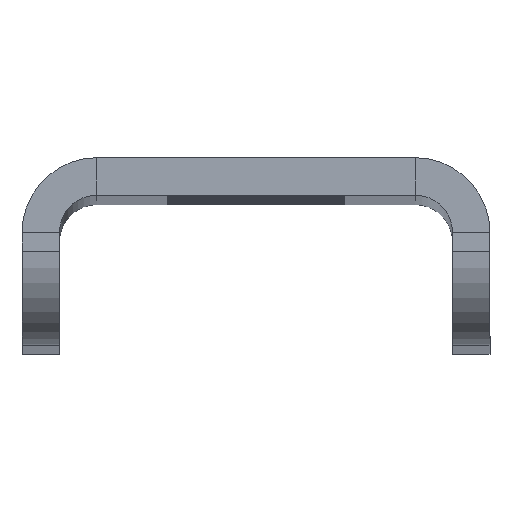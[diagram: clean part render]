
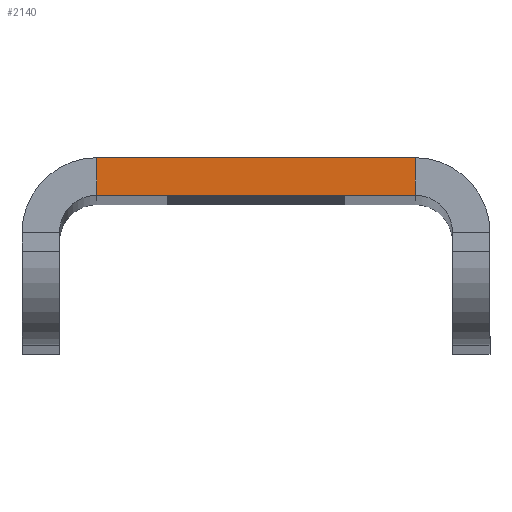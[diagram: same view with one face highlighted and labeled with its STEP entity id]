
A CAD part, top view. The second image highlights one B-rep face of the part: STEP entity #2140.
In plain terms, the highlighted planar face has unit normal (0, 0, 1).
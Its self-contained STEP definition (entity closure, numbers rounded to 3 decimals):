
#48 = ORIENTED_EDGE ( 'NONE', *, *, #3148, .T. ) ;
#269 = FACE_OUTER_BOUND ( 'NONE', #301, .T. ) ;
#291 = CARTESIAN_POINT ( 'NONE',  ( 12.5, 0., 145.5 ) ) ;
#301 = EDGE_LOOP ( 'NONE', ( #1904, #48, #607, #1171 ) ) ;
#326 = DIRECTION ( 'NONE',  ( 0., 0., 1. ) ) ;
#366 = VECTOR ( 'NONE', #639, 1000. ) ;
#377 = LINE ( 'NONE', #405, #1017 ) ;
#405 = CARTESIAN_POINT ( 'NONE',  ( -8.5, -2., 145.5 ) ) ;
#418 = CARTESIAN_POINT ( 'NONE',  ( -8.5, 0., 145.5 ) ) ;
#493 = VERTEX_POINT ( 'NONE', #857 ) ;
#518 = VECTOR ( 'NONE', #1971, 1000. ) ;
#607 = ORIENTED_EDGE ( 'NONE', *, *, #2994, .T. ) ;
#639 = DIRECTION ( 'NONE',  ( 1., 0., 0. ) ) ;
#857 = CARTESIAN_POINT ( 'NONE',  ( -8.5, -2., 145.5 ) ) ;
#883 = CARTESIAN_POINT ( 'NONE',  ( 12.5, -2., 145.5 ) ) ;
#906 = CARTESIAN_POINT ( 'NONE',  ( 8.5, 0., 145.5 ) ) ;
#1017 = VECTOR ( 'NONE', #1111, 1000. ) ;
#1111 = DIRECTION ( 'NONE',  ( 0., 1., 0. ) ) ;
#1171 = ORIENTED_EDGE ( 'NONE', *, *, #2630, .F. ) ;
#1248 = CARTESIAN_POINT ( 'NONE',  ( 12.5, -2., 145.5 ) ) ;
#1330 = EDGE_CURVE ( 'NONE', #493, #2435, #377, .T. ) ;
#1439 = CARTESIAN_POINT ( 'NONE',  ( 8.5, -2., 145.5 ) ) ;
#1904 = ORIENTED_EDGE ( 'NONE', *, *, #1330, .F. ) ;
#1943 = DIRECTION ( 'NONE',  ( 1., 0., 0. ) ) ;
#1971 = DIRECTION ( 'NONE',  ( 1., 0., 0. ) ) ;
#2140 = ADVANCED_FACE ( 'NONE', ( #269 ), #2187, .T. ) ;
#2187 = PLANE ( 'NONE',  #2206 ) ;
#2206 = AXIS2_PLACEMENT_3D ( 'NONE', #1248, #326, #1943 ) ;
#2351 = CARTESIAN_POINT ( 'NONE',  ( 8.5, -2., 145.5 ) ) ;
#2413 = DIRECTION ( 'NONE',  ( 0., 1., 0. ) ) ;
#2435 = VERTEX_POINT ( 'NONE', #418 ) ;
#2616 = VECTOR ( 'NONE', #2413, 1000. ) ;
#2630 = EDGE_CURVE ( 'NONE', #2435, #2924, #3179, .T. ) ;
#2896 = LINE ( 'NONE', #1439, #2616 ) ;
#2924 = VERTEX_POINT ( 'NONE', #906 ) ;
#2994 = EDGE_CURVE ( 'NONE', #3109, #2924, #2896, .T. ) ;
#3082 = LINE ( 'NONE', #883, #366 ) ;
#3109 = VERTEX_POINT ( 'NONE', #2351 ) ;
#3148 = EDGE_CURVE ( 'NONE', #493, #3109, #3082, .T. ) ;
#3179 = LINE ( 'NONE', #291, #518 ) ;
